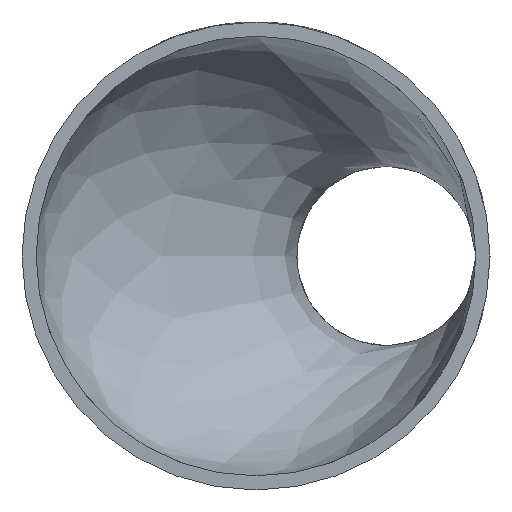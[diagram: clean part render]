
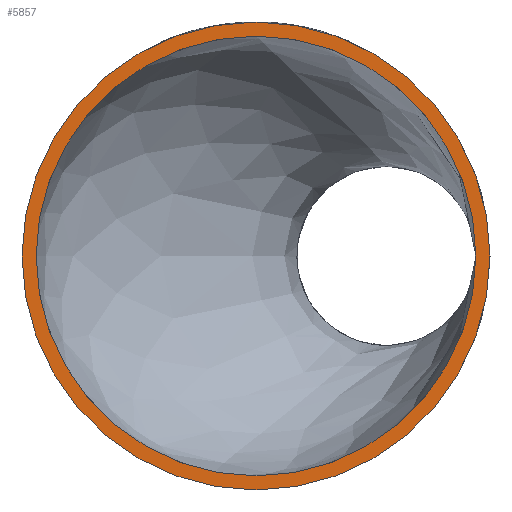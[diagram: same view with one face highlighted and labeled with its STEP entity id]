
A CAD part, left-side view. The second image highlights one B-rep face of the part: STEP entity #5857.
In plain terms, the highlighted planar face has unit normal (-1, 0, 0).
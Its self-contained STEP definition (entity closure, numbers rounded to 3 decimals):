
#481 = DIRECTION ( 'NONE',  ( -1., 0., 0. ) ) ;
#1329 = CARTESIAN_POINT ( 'NONE',  ( 0., 0., 0. ) ) ;
#1593 = ORIENTED_EDGE ( 'NONE', *, *, #12594, .T. ) ;
#2437 = CARTESIAN_POINT ( 'NONE',  ( 0., 0., 0. ) ) ;
#2792 = CARTESIAN_POINT ( 'NONE',  ( 0., 0., 35.75 ) ) ;
#3794 = EDGE_CURVE ( 'NONE', #5689, #5689, #15559, .T. ) ;
#4952 = AXIS2_PLACEMENT_3D ( 'NONE', #2437, #14273, #5429 ) ;
#5429 = DIRECTION ( 'NONE',  ( 0., 0., 1. ) ) ;
#5637 = EDGE_LOOP ( 'NONE', ( #1593 ) ) ;
#5689 = VERTEX_POINT ( 'NONE', #2792 ) ;
#5857 = ADVANCED_FACE ( 'NONE', ( #16338, #10140 ), #19062, .T. ) ;
#8689 = CARTESIAN_POINT ( 'NONE',  ( 0., 0., 38.05 ) ) ;
#9058 = DIRECTION ( 'NONE',  ( -1., 0., 0. ) ) ;
#10140 = FACE_OUTER_BOUND ( 'NONE', #5637, .T. ) ;
#12085 = CIRCLE ( 'NONE', #4952, 38.05 ) ;
#12594 = EDGE_CURVE ( 'NONE', #19086, #19086, #12085, .T. ) ;
#12792 = EDGE_LOOP ( 'NONE', ( #17760 ) ) ;
#13295 = AXIS2_PLACEMENT_3D ( 'NONE', #1329, #9058, #16431 ) ;
#13849 = CARTESIAN_POINT ( 'NONE',  ( 0., 0., 0. ) ) ;
#14273 = DIRECTION ( 'NONE',  ( -1., 0., 0. ) ) ;
#14645 = AXIS2_PLACEMENT_3D ( 'NONE', #13849, #481, #18201 ) ;
#15559 = CIRCLE ( 'NONE', #14645, 35.75 ) ;
#16338 = FACE_BOUND ( 'NONE', #12792, .T. ) ;
#16431 = DIRECTION ( 'NONE',  ( 0., 0., 1. ) ) ;
#17760 = ORIENTED_EDGE ( 'NONE', *, *, #3794, .F. ) ;
#18201 = DIRECTION ( 'NONE',  ( 0., 0., 1. ) ) ;
#19062 = PLANE ( 'NONE',  #13295 ) ;
#19086 = VERTEX_POINT ( 'NONE', #8689 ) ;
